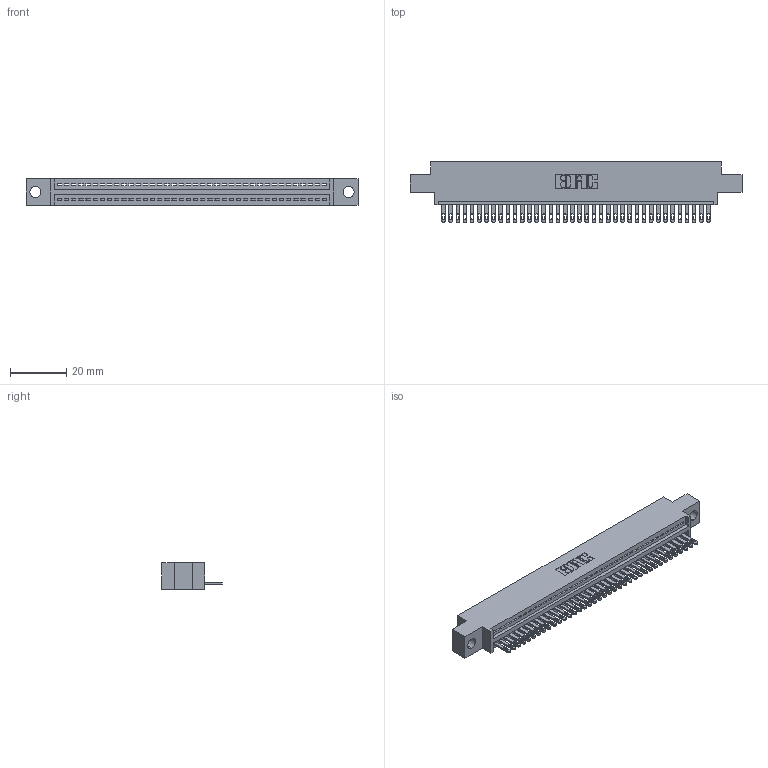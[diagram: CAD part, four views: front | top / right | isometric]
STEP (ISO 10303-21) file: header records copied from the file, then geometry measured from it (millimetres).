
FILE_DESCRIPTION (( 'STEP AP203' ), '1' );
FILE_NAME ('895-038-500-604.STEP', '2020-09-26T01:13:07', ( '' ), ( '' ), 'SwSTEP 2.0', 'SolidWorks 2020', '' );
FILE_SCHEMA (( 'CONFIG_CONTROL_DESIGN' ));
Length unit declared in the file: inch
Products named in the file (3): 895-038-500-604; 845 Part_0.170 Offset - 0.156 Dia-TH; 345-292-001_345-293-100
Assembly tree (39 placements, depth 2):
  895-038-500-604
    845 Part_0.170 Offset - 0.156 Dia-TH
    345-292-001_345-293-100  x38
Bounding box: 117.73 x 21.51 x 9.4 mm (x, y, z)
Volume: 10971.5 mm3; surface area: 14546.5 mm2
Topology: 39 solids, 39 shells, 2182 faces, 6737 edges, 4490 vertices
Faces by surface type: plane 1376, cylinder 806
Entity records: 29203 total; most frequent: CARTESIAN_POINT 5066, ORIENTED_EDGE 5038, DIRECTION 4431, EDGE_CURVE 2519, VECTOR 2231, LINE 2231, VERTEX_POINT 1678, AXIS2_PLACEMENT_3D 1100
